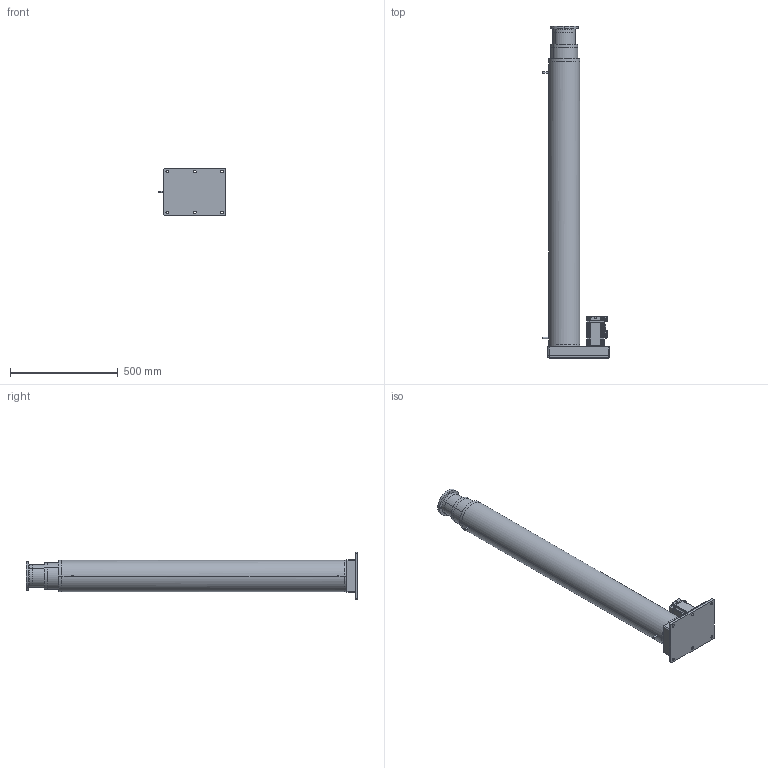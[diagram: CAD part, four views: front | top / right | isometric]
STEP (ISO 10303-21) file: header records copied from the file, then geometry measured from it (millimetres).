
FILE_DESCRIPTION (( 'STEP AP203' ), '1' );
FILE_NAME ('240222-RL-145缸多节缸折叠3500行程装配体.STEP', '2024-03-22T06:15:44', ( '微软用户' ), ( '微软中国' ), 'SwSTEP 2.0', 'SolidWorks 2016', '' );
FILE_SCHEMA (( 'CONFIG_CONTROL_DESIGN' ));
Length unit declared in the file: millimetre
Products named in the file (38): _1-SO-660130001_1_1_1; 22010113--1-SOLI00_1_1_1_2_1; MS1H1-75B30CB-A334Z-S_ASM_1_ASM; 21E8-005-1072-P4_1_1_1; _1-SO-580930001_1_1_1; _1-SO-219540001_1_1_1; 30_1_1_1_2_1; _1-SO-325820001_1_1_1; 1-940910_1_1_1; MS1H1-75B30CB-A334Z_1_ASM_1_ASM_ASM; _1-SO-112340001_1_1_1; 240222-RL-145多节缸第一节缸筒; 31090537--1-SOL000_1_1_1_2_1; 240222-RL-145多节缸第二节缸筒; 31090527--1-SOL000_1_1_1_2_1; 240222-RL-145多节缸第四节缸筒; 1-87160_1_1_1; 22060240_3_1_1; 240222-RL-145嗣誹詰眊极裔啣; 31740002--1-SOLI00_1_1_1_2_1; _1-SO-162350001_1_1_1; 240222-RL-145多节缸第三节缸筒; _1-SO-431260001_1_1_1; 240222-RL-145缸多节缸折叠3500行程装配体; _1-SO-250540001_1_1_1; 31090652--MS1H1-750001_1_1_1; _80-1-SO0001_1_1_1_2_1; MS1H1-75B30CB-(x)334Z; _1-SO-972090001_1_1_1; _1-SO-761440001_1_1_1; _1-SO-267770001_1_1_1; 21E8-005-1073-P4_1_1_1; 240222-RL-145嗣誹詰粣創釱; _1-SO-914520001_1_1_1; MS1H1-75B30CB-A334Z_ASM_1_ASM_1_ASM; MS1H1-75B30CB-A334Z-S_ASM_1_ASM_ASM; _1-SO-44600001_1_1_1; _1-SO-808830001_1_1_1
Assembly tree (38 placements, depth 7):
  240222-RL-145缸多节缸折叠3500行程装配体
    240222-RL-145嗣誹詰眊极裔啣
    240222-RL-145嗣誹詰粣創釱
    240222-RL-145多节缸第二节缸筒
    240222-RL-145多节缸第三节缸筒
    240222-RL-145多节缸第四节缸筒
    240222-RL-145多节缸第一节缸筒
    MS1H1-75B30CB-(x)334Z
      MS1H1-75B30CB-A334Z-S_ASM_1_ASM
        MS1H1-75B30CB-A334Z-S_ASM_1_ASM_ASM
          MS1H1-75B30CB-A334Z_ASM_1_ASM_1_ASM
            MS1H1-75B30CB-A334Z_1_ASM_1_ASM_ASM
              30_1_1_1_2_1
              _1-SO-44600001_1_1_1
              1-87160_1_1_1
              _1-SO-112340001_1_1_1
              31090652--MS1H1-750001_1_1_1
              _1-SO-162350001_1_1_1
              _1-SO-219540001_1_1_1
              _1-SO-250540001_1_1_1
              _1-SO-267770001_1_1_1
              _1-SO-325820001_1_1_1
              22010113--1-SOLI00_1_1_1_2_1
              _1-SO-431260001_1_1_1
              _1-SO-580930001_1_1_1
              _1-SO-660130001_1_1_1
              31090537--1-SOL000_1_1_1_2_1
              _80-1-SO0001_1_1_1_2_1
              _1-SO-761440001_1_1_1
              _1-SO-808830001_1_1_1
              31740002--1-SOLI00_1_1_1_2_1
              31090527--1-SOL000_1_1_1_2_1
              _1-SO-914520001_1_1_1
              1-940910_1_1_1
              _1-SO-972090001_1_1_1
        21E8-005-1072-P4_1_1_1
        21E8-005-1073-P4_1_1_1
        22060240_3_1_1  x2
Bounding box: 310 x 1540 x 220 mm (x, y, z)
Volume: 12465491 mm3; surface area: 4024459.4 mm2
Topology: 32 solids, 36 shells, 1905 faces, 5110 edges, 3349 vertices
Faces by surface type: plane 1132, cylinder 574, bspline 156, cone 38, torus 5
Entity records: 69720 total; most frequent: CARTESIAN_POINT 18801, ORIENTED_EDGE 10080, DIRECTION 9356, EDGE_CURVE 5044, VERTEX_POINT 3309, VECTOR 3252, LINE 3252, AXIS2_PLACEMENT_3D 3052
